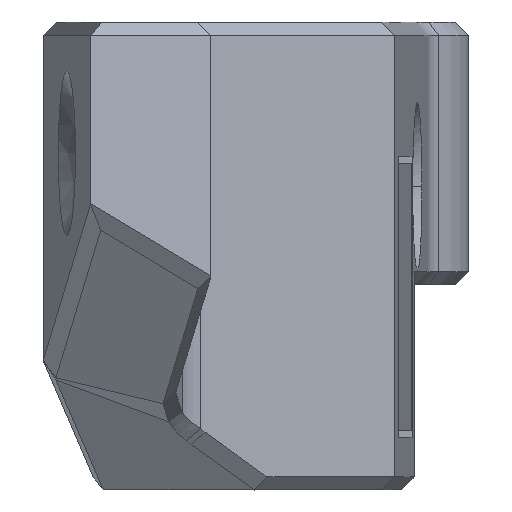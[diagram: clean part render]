
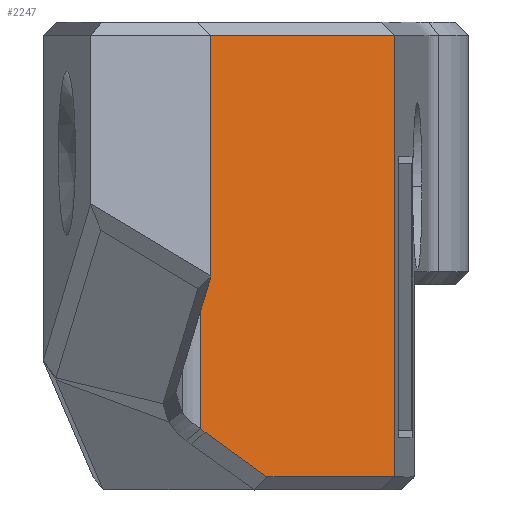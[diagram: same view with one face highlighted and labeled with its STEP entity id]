
A CAD part, front view. The second image highlights one B-rep face of the part: STEP entity #2247.
In plain terms, the highlighted face is planar.
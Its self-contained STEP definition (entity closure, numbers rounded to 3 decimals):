
#38=B_SPLINE_CURVE_WITH_KNOTS('',3,(#3771,#3772,#3773,#3774),
 .UNSPECIFIED.,.F.,.F.,(4,4),(-1.714,-1.616),
 .UNSPECIFIED.);
#167=FACE_OUTER_BOUND('',#302,.T.);
#302=EDGE_LOOP('',(#1802,#1803,#1804,#1805,#1806,#1807));
#521=LINE('',#3764,#770);
#522=LINE('',#3765,#771);
#523=LINE('',#3767,#772);
#524=LINE('',#3769,#773);
#525=LINE('',#3775,#774);
#770=VECTOR('',#2887,1000.);
#771=VECTOR('',#2888,1000.);
#772=VECTOR('',#2889,1000.);
#773=VECTOR('',#2890,1000.);
#774=VECTOR('',#2891,1000.);
#1020=VERTEX_POINT('',#3521);
#1069=VERTEX_POINT('',#3762);
#1070=VERTEX_POINT('',#3763);
#1071=VERTEX_POINT('',#3766);
#1072=VERTEX_POINT('',#3768);
#1073=VERTEX_POINT('',#3770);
#1336=EDGE_CURVE('',#1069,#1070,#521,.T.);
#1337=EDGE_CURVE('',#1069,#1020,#522,.T.);
#1338=EDGE_CURVE('',#1071,#1020,#523,.T.);
#1339=EDGE_CURVE('',#1071,#1072,#524,.T.);
#1340=EDGE_CURVE('',#1073,#1072,#38,.T.);
#1341=EDGE_CURVE('',#1070,#1073,#525,.T.);
#1802=ORIENTED_EDGE('',*,*,#1336,.F.);
#1803=ORIENTED_EDGE('',*,*,#1337,.T.);
#1804=ORIENTED_EDGE('',*,*,#1338,.F.);
#1805=ORIENTED_EDGE('',*,*,#1339,.T.);
#1806=ORIENTED_EDGE('',*,*,#1340,.F.);
#1807=ORIENTED_EDGE('',*,*,#1341,.F.);
#2137=PLANE('',#2430);
#2247=ADVANCED_FACE('',(#167),#2137,.T.);
#2430=AXIS2_PLACEMENT_3D('',#3761,#2885,#2886);
#2885=DIRECTION('center_axis',(0.643,0.,0.766));
#2886=DIRECTION('ref_axis',(0.,-1.,0.));
#2887=DIRECTION('',(-0.766,0.,0.643));
#2888=DIRECTION('',(0.,1.,0.));
#2889=DIRECTION('',(0.766,0.,-0.643));
#2890=DIRECTION('',(0.,-1.,0.));
#2891=DIRECTION('',(-0.671,0.483,0.563));
#3521=CARTESIAN_POINT('',(-24.16,8.05,101.734));
#3761=CARTESIAN_POINT('Origin',(-24.07,8.45,101.658));
#3762=CARTESIAN_POINT('',(-24.16,-5.4,101.734));
#3763=CARTESIAN_POINT('',(-28.047,-5.4,104.995));
#3764=CARTESIAN_POINT('',(-19.234,-5.4,97.601));
#3765=CARTESIAN_POINT('',(-24.16,4.887,101.734));
#3766=CARTESIAN_POINT('',(-30.08,8.05,106.701));
#3767=CARTESIAN_POINT('',(-19.234,8.05,97.601));
#3768=CARTESIAN_POINT('',(-30.08,-3.935,106.701));
#3769=CARTESIAN_POINT('',(-30.08,8.45,106.701));
#3770=CARTESIAN_POINT('',(-29.932,-4.042,106.577));
#3771=CARTESIAN_POINT('Ctrl Pts',(-29.932,-4.042,106.577));
#3772=CARTESIAN_POINT('Ctrl Pts',(-29.981,-4.007,106.618));
#3773=CARTESIAN_POINT('Ctrl Pts',(-30.03,-3.971,106.659));
#3774=CARTESIAN_POINT('Ctrl Pts',(-30.08,-3.935,106.701));
#3775=CARTESIAN_POINT('',(-29.252,-4.532,106.006));
